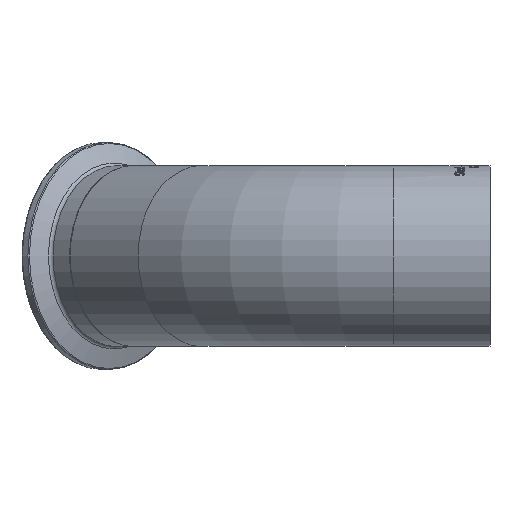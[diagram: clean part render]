
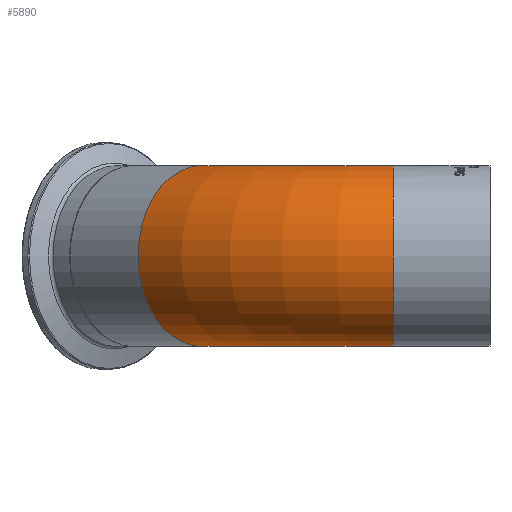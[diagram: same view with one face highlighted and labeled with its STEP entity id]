
A CAD part, left-side view. The second image highlights one B-rep face of the part: STEP entity #5890.
In plain terms, the highlighted toroidal (fillet/blend) face has major radius 76.2 mm and minor radius 25.4 mm.
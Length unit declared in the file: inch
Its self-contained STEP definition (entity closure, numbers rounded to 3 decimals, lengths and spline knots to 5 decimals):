
#18=TOROIDAL_SURFACE('',#6256,3.,1.);
#667=FACE_OUTER_BOUND('',#1019,.T.);
#1019=EDGE_LOOP('',(#5393,#5394,#5395,#5396,#5397,#5398,#5399));
#1439=CIRCLE('',#6224,1.);
#1440=CIRCLE('',#6225,1.);
#1450=CIRCLE('',#6248,1.);
#1451=CIRCLE('',#6249,1.);
#1452=CIRCLE('',#6250,1.);
#1456=CIRCLE('',#6257,2.);
#2811=VERTEX_POINT('',#13191);
#2812=VERTEX_POINT('',#13193);
#2822=VERTEX_POINT('',#13229);
#2823=VERTEX_POINT('',#13231);
#2824=VERTEX_POINT('',#13233);
#3674=EDGE_CURVE('',#2811,#2812,#1439,.T.);
#3675=EDGE_CURVE('',#2812,#2811,#1440,.T.);
#3688=EDGE_CURVE('',#2822,#2823,#1450,.T.);
#3689=EDGE_CURVE('',#2823,#2824,#1451,.T.);
#3690=EDGE_CURVE('',#2824,#2822,#1452,.T.);
#3694=EDGE_CURVE('',#2824,#2811,#1456,.T.);
#5393=ORIENTED_EDGE('',*,*,#3689,.F.);
#5394=ORIENTED_EDGE('',*,*,#3688,.F.);
#5395=ORIENTED_EDGE('',*,*,#3690,.F.);
#5396=ORIENTED_EDGE('',*,*,#3694,.T.);
#5397=ORIENTED_EDGE('',*,*,#3675,.F.);
#5398=ORIENTED_EDGE('',*,*,#3674,.F.);
#5399=ORIENTED_EDGE('',*,*,#3694,.F.);
#5890=ADVANCED_FACE('',(#667),#18,.T.);
#6224=AXIS2_PLACEMENT_3D('',#13194,#7294,#7295);
#6225=AXIS2_PLACEMENT_3D('',#13195,#7296,#7297);
#6248=AXIS2_PLACEMENT_3D('',#13232,#7345,#7346);
#6249=AXIS2_PLACEMENT_3D('',#13234,#7347,#7348);
#6250=AXIS2_PLACEMENT_3D('',#13235,#7349,#7350);
#6256=AXIS2_PLACEMENT_3D('',#13243,#7361,#7362);
#6257=AXIS2_PLACEMENT_3D('',#13244,#7363,#7364);
#7294=DIRECTION('center_axis',(0.,-1.,0.));
#7295=DIRECTION('ref_axis',(1.,0.,0.));
#7296=DIRECTION('center_axis',(0.,-1.,0.));
#7297=DIRECTION('ref_axis',(1.,0.,0.));
#7345=DIRECTION('center_axis',(0.707,0.707,0.));
#7346=DIRECTION('ref_axis',(0.707,-0.707,0.));
#7347=DIRECTION('center_axis',(0.707,0.707,0.));
#7348=DIRECTION('ref_axis',(0.707,-0.707,0.));
#7349=DIRECTION('center_axis',(0.707,0.707,0.));
#7350=DIRECTION('ref_axis',(0.707,-0.707,0.));
#7361=DIRECTION('center_axis',(0.,0.,-1.));
#7362=DIRECTION('ref_axis',(-1.,0.,0.));
#7363=DIRECTION('center_axis',(0.,0.,1.));
#7364=DIRECTION('ref_axis',(-1.,0.,0.));
#13191=CARTESIAN_POINT('',(-0.56226,1.07028,0.));
#13193=CARTESIAN_POINT('',(-1.56226,1.07028,-1.));
#13194=CARTESIAN_POINT('Origin',(-1.56226,1.07028,0.));
#13195=CARTESIAN_POINT('Origin',(-1.56226,1.07028,0.));
#13229=CARTESIAN_POINT('',(-1.39069,3.89871,0.));
#13231=CARTESIAN_POINT('',(-0.68358,3.1916,1.));
#13232=CARTESIAN_POINT('Origin',(-0.68358,3.1916,0.));
#13233=CARTESIAN_POINT('',(0.02353,2.48449,0.));
#13234=CARTESIAN_POINT('Origin',(-0.68358,3.1916,0.));
#13235=CARTESIAN_POINT('Origin',(-0.68358,3.1916,0.));
#13243=CARTESIAN_POINT('Origin',(1.43774,1.07028,0.));
#13244=CARTESIAN_POINT('Origin',(1.43774,1.07028,0.));
